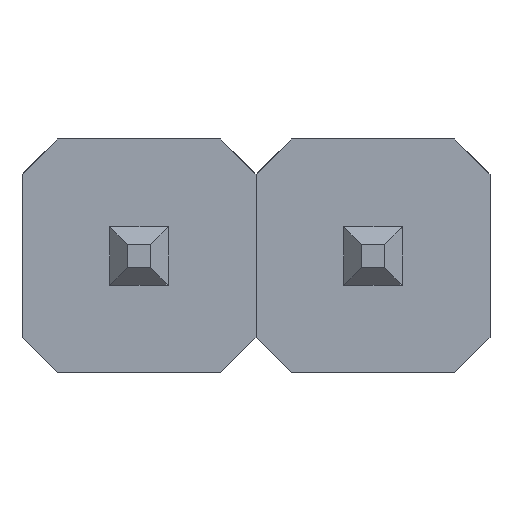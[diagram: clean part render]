
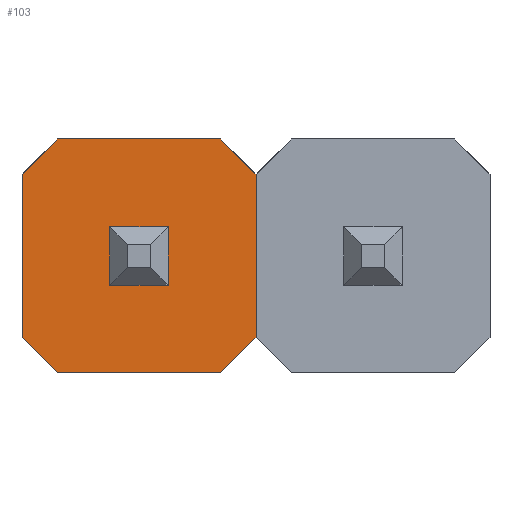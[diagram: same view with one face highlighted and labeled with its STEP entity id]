
A CAD part, front view. The second image highlights one B-rep face of the part: STEP entity #103.
In plain terms, the highlighted planar face has unit normal (0, -1, 0).
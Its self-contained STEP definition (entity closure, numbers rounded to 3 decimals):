
#1 = DIRECTION ( 'NONE',  ( 0., 0., 1. ) ) ;
#9 = DIRECTION ( 'NONE',  ( -0.707, 0., -0.707 ) ) ;
#14 = VECTOR ( 'NONE', #233, 1000. ) ;
#15 = VECTOR ( 'NONE', #457, 1000. ) ;
#19 = CARTESIAN_POINT ( 'NONE',  ( -2., 0., -0.3 ) ) ;
#20 = DIRECTION ( 'NONE',  ( 0., 0., 1. ) ) ;
#26 = VERTEX_POINT ( 'NONE', #306 ) ;
#33 = EDGE_CURVE ( 'NONE', #579, #630, #376, .T. ) ;
#43 = VERTEX_POINT ( 'NONE', #766 ) ;
#50 = VECTOR ( 'NONE', #846, 1000. ) ;
#63 = ORIENTED_EDGE ( 'NONE', *, *, #842, .F. ) ;
#68 = VECTOR ( 'NONE', #790, 1000. ) ;
#69 = CARTESIAN_POINT ( 'NONE',  ( 0., 0., -2. ) ) ;
#74 = CARTESIAN_POINT ( 'NONE',  ( 0., 0., -1.7 ) ) ;
#76 = DIRECTION ( 'NONE',  ( -1., 0., 0. ) ) ;
#79 = VECTOR ( 'NONE', #632, 1000. ) ;
#82 = LINE ( 'NONE', #69, #159 ) ;
#85 = CARTESIAN_POINT ( 'NONE',  ( -0.15, 0., -1.85 ) ) ;
#90 = CARTESIAN_POINT ( 'NONE',  ( 0., 0., 0. ) ) ;
#91 = EDGE_CURVE ( 'NONE', #343, #43, #154, .T. ) ;
#103 = ADVANCED_FACE ( 'NONE', ( #541, #395 ), #779, .F. ) ;
#119 = EDGE_CURVE ( 'NONE', #433, #642, #302, .T. ) ;
#122 = CARTESIAN_POINT ( 'NONE',  ( -0.75, 0., -1.25 ) ) ;
#123 = VERTEX_POINT ( 'NONE', #794 ) ;
#126 = DIRECTION ( 'NONE',  ( 0., 0., -1. ) ) ;
#151 = DIRECTION ( 'NONE',  ( 1., 0., 0. ) ) ;
#154 = LINE ( 'NONE', #90, #471 ) ;
#159 = VECTOR ( 'NONE', #76, 1000. ) ;
#168 = CARTESIAN_POINT ( 'NONE',  ( 0., 0., 0. ) ) ;
#178 = CARTESIAN_POINT ( 'NONE',  ( 0., 0., -0.3 ) ) ;
#179 = EDGE_LOOP ( 'NONE', ( #422, #63, #507, #733, #789, #555, #735, #825 ) ) ;
#189 = VERTEX_POINT ( 'NONE', #561 ) ;
#226 = VECTOR ( 'NONE', #126, 1000. ) ;
#233 = DIRECTION ( 'NONE',  ( 0., 0., 1. ) ) ;
#234 = EDGE_CURVE ( 'NONE', #267, #433, #417, .T. ) ;
#236 = LINE ( 'NONE', #531, #540 ) ;
#259 = EDGE_CURVE ( 'NONE', #189, #26, #495, .T. ) ;
#267 = VERTEX_POINT ( 'NONE', #322 ) ;
#272 = EDGE_CURVE ( 'NONE', #977, #579, #857, .T. ) ;
#292 = ORIENTED_EDGE ( 'NONE', *, *, #307, .F. ) ;
#294 = LINE ( 'NONE', #617, #15 ) ;
#297 = LINE ( 'NONE', #533, #50 ) ;
#302 = LINE ( 'NONE', #916, #14 ) ;
#306 = CARTESIAN_POINT ( 'NONE',  ( -0.75, 0., -0.75 ) ) ;
#307 = EDGE_CURVE ( 'NONE', #123, #324, #885, .T. ) ;
#315 = AXIS2_PLACEMENT_3D ( 'NONE', #850, #466, #1 ) ;
#322 = CARTESIAN_POINT ( 'NONE',  ( -1.7, 0., -2. ) ) ;
#324 = VERTEX_POINT ( 'NONE', #901 ) ;
#337 = DIRECTION ( 'NONE',  ( -0.707, 0., 0.707 ) ) ;
#343 = VERTEX_POINT ( 'NONE', #670 ) ;
#363 = VECTOR ( 'NONE', #9, 1000. ) ;
#375 = DIRECTION ( 'NONE',  ( -1., 0., 0. ) ) ;
#376 = LINE ( 'NONE', #85, #363 ) ;
#395 = FACE_OUTER_BOUND ( 'NONE', #179, .T. ) ;
#417 = LINE ( 'NONE', #721, #672 ) ;
#422 = ORIENTED_EDGE ( 'NONE', *, *, #234, .F. ) ;
#433 = VERTEX_POINT ( 'NONE', #815 ) ;
#441 = EDGE_LOOP ( 'NONE', ( #704, #908, #292, #741 ) ) ;
#457 = DIRECTION ( 'NONE',  ( 1., 0., 0. ) ) ;
#466 = DIRECTION ( 'NONE',  ( 0., 1., 0. ) ) ;
#467 = CARTESIAN_POINT ( 'NONE',  ( -1.85, 0., -0.15 ) ) ;
#471 = VECTOR ( 'NONE', #151, 1000. ) ;
#479 = LINE ( 'NONE', #467, #68 ) ;
#488 = EDGE_CURVE ( 'NONE', #26, #123, #236, .T. ) ;
#495 = LINE ( 'NONE', #122, #573 ) ;
#507 = ORIENTED_EDGE ( 'NONE', *, *, #33, .F. ) ;
#531 = CARTESIAN_POINT ( 'NONE',  ( 0., 0., -0.75 ) ) ;
#533 = CARTESIAN_POINT ( 'NONE',  ( -0.15, 0., -0.15 ) ) ;
#540 = VECTOR ( 'NONE', #375, 1000. ) ;
#541 = FACE_BOUND ( 'NONE', #441, .T. ) ;
#555 = ORIENTED_EDGE ( 'NONE', *, *, #91, .F. ) ;
#561 = CARTESIAN_POINT ( 'NONE',  ( -0.75, 0., -1.25 ) ) ;
#573 = VECTOR ( 'NONE', #20, 1000. ) ;
#579 = VERTEX_POINT ( 'NONE', #74 ) ;
#617 = CARTESIAN_POINT ( 'NONE',  ( -1.25, 0., -1.25 ) ) ;
#630 = VERTEX_POINT ( 'NONE', #782 ) ;
#632 = DIRECTION ( 'NONE',  ( 0., 0., -1. ) ) ;
#642 = VERTEX_POINT ( 'NONE', #19 ) ;
#670 = CARTESIAN_POINT ( 'NONE',  ( -1.7, 0., 0. ) ) ;
#672 = VECTOR ( 'NONE', #337, 1000. ) ;
#704 = ORIENTED_EDGE ( 'NONE', *, *, #259, .F. ) ;
#721 = CARTESIAN_POINT ( 'NONE',  ( -1.85, 0., -1.85 ) ) ;
#733 = ORIENTED_EDGE ( 'NONE', *, *, #272, .F. ) ;
#735 = ORIENTED_EDGE ( 'NONE', *, *, #983, .F. ) ;
#741 = ORIENTED_EDGE ( 'NONE', *, *, #488, .F. ) ;
#766 = CARTESIAN_POINT ( 'NONE',  ( -0.3, 0., 0. ) ) ;
#779 = PLANE ( 'NONE',  #315 ) ;
#782 = CARTESIAN_POINT ( 'NONE',  ( -0.3, 0., -2. ) ) ;
#789 = ORIENTED_EDGE ( 'NONE', *, *, #879, .F. ) ;
#790 = DIRECTION ( 'NONE',  ( 0.707, 0., 0.707 ) ) ;
#794 = CARTESIAN_POINT ( 'NONE',  ( -1.25, 0., -0.75 ) ) ;
#815 = CARTESIAN_POINT ( 'NONE',  ( -2., 0., -1.7 ) ) ;
#822 = CARTESIAN_POINT ( 'NONE',  ( -1.25, 0., -0.75 ) ) ;
#825 = ORIENTED_EDGE ( 'NONE', *, *, #119, .F. ) ;
#842 = EDGE_CURVE ( 'NONE', #630, #267, #82, .T. ) ;
#846 = DIRECTION ( 'NONE',  ( 0.707, 0., -0.707 ) ) ;
#850 = CARTESIAN_POINT ( 'NONE',  ( 0., 0., 0. ) ) ;
#857 = LINE ( 'NONE', #168, #79 ) ;
#879 = EDGE_CURVE ( 'NONE', #43, #977, #297, .T. ) ;
#885 = LINE ( 'NONE', #822, #226 ) ;
#899 = EDGE_CURVE ( 'NONE', #324, #189, #294, .T. ) ;
#901 = CARTESIAN_POINT ( 'NONE',  ( -1.25, 0., -1.25 ) ) ;
#908 = ORIENTED_EDGE ( 'NONE', *, *, #899, .F. ) ;
#916 = CARTESIAN_POINT ( 'NONE',  ( -2., 0., 0. ) ) ;
#977 = VERTEX_POINT ( 'NONE', #178 ) ;
#983 = EDGE_CURVE ( 'NONE', #642, #343, #479, .T. ) ;
